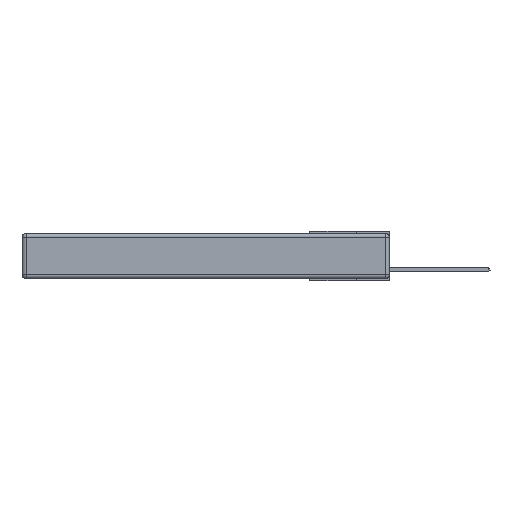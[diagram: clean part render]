
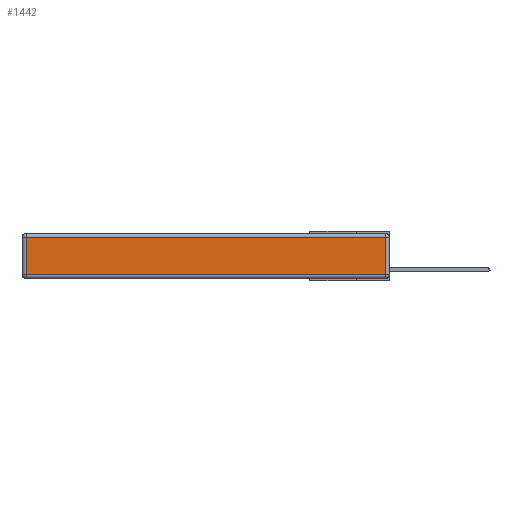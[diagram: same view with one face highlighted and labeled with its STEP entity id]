
A CAD part, left-side view. The second image highlights one B-rep face of the part: STEP entity #1442.
In plain terms, the highlighted planar face has unit normal (-1, 0, 0).
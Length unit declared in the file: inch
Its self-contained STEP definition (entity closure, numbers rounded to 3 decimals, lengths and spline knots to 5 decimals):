
#203 = ORIENTED_EDGE ( 'NONE', *, *, #25774, .T. ) ;
#1442 = ADVANCED_FACE ( 'NONE', ( #13404 ), #18581, .T. ) ;
#1443 = ORIENTED_EDGE ( 'NONE', *, *, #2504, .T. ) ;
#2504 = EDGE_CURVE ( 'NONE', #20749, #17437, #3112, .T. ) ;
#3073 = EDGE_LOOP ( 'NONE', ( #1443, #203, #10749, #18187 ) ) ;
#3112 = LINE ( 'NONE', #5473, #15493 ) ;
#4541 = VECTOR ( 'NONE', #16844, 39.37008 ) ;
#4904 = LINE ( 'NONE', #19965, #7117 ) ;
#5473 = CARTESIAN_POINT ( 'NONE',  ( 0., 0., -0.313 ) ) ;
#7117 = VECTOR ( 'NONE', #20263, 39.37008 ) ;
#7120 = DIRECTION ( 'NONE',  ( -1., 0., 0. ) ) ;
#7240 = CARTESIAN_POINT ( 'NONE',  ( 0., 0.03, -0.313 ) ) ;
#7363 = VERTEX_POINT ( 'NONE', #17195 ) ;
#9034 = CARTESIAN_POINT ( 'NONE',  ( 0., 0., -0.343 ) ) ;
#10749 = ORIENTED_EDGE ( 'NONE', *, *, #18706, .T. ) ;
#11737 = EDGE_CURVE ( 'NONE', #22229, #20749, #26066, .T. ) ;
#11740 = CARTESIAN_POINT ( 'NONE',  ( 0., 0.03, -0.343 ) ) ;
#13404 = FACE_OUTER_BOUND ( 'NONE', #3073, .T. ) ;
#15479 = CARTESIAN_POINT ( 'NONE',  ( 0., 2.72, -0.343 ) ) ;
#15493 = VECTOR ( 'NONE', #26287, 39.37008 ) ;
#16152 = CARTESIAN_POINT ( 'NONE',  ( 0., 2.72, -0.03 ) ) ;
#16844 = DIRECTION ( 'NONE',  ( 0., 0., 1. ) ) ;
#17195 = CARTESIAN_POINT ( 'NONE',  ( 0., 0.03, -0.03 ) ) ;
#17437 = VERTEX_POINT ( 'NONE', #7240 ) ;
#18187 = ORIENTED_EDGE ( 'NONE', *, *, #11737, .T. ) ;
#18581 = PLANE ( 'NONE',  #25763 ) ;
#18706 = EDGE_CURVE ( 'NONE', #7363, #22229, #4904, .T. ) ;
#19965 = CARTESIAN_POINT ( 'NONE',  ( 0., 2.75, -0.03 ) ) ;
#20263 = DIRECTION ( 'NONE',  ( 0., 1., 0. ) ) ;
#20749 = VERTEX_POINT ( 'NONE', #23804 ) ;
#22229 = VERTEX_POINT ( 'NONE', #16152 ) ;
#22592 = DIRECTION ( 'NONE',  ( 0., 0., -1. ) ) ;
#23804 = CARTESIAN_POINT ( 'NONE',  ( 0., 2.72, -0.313 ) ) ;
#25763 = AXIS2_PLACEMENT_3D ( 'NONE', #9034, #7120, #27609 ) ;
#25774 = EDGE_CURVE ( 'NONE', #17437, #7363, #28822, .T. ) ;
#26066 = LINE ( 'NONE', #15479, #29694 ) ;
#26287 = DIRECTION ( 'NONE',  ( 0., -1., 0. ) ) ;
#27609 = DIRECTION ( 'NONE',  ( 0., 0., 1. ) ) ;
#28822 = LINE ( 'NONE', #11740, #4541 ) ;
#29694 = VECTOR ( 'NONE', #22592, 39.37008 ) ;
